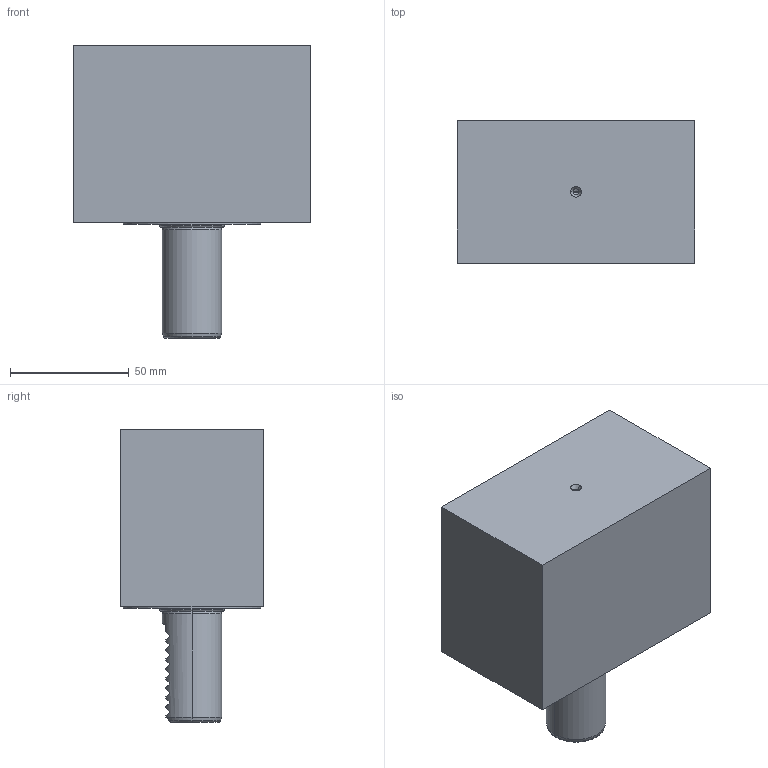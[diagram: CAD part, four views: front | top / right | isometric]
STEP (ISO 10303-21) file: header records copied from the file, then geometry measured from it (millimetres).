
FILE_DESCRIPTION (( 'STEP AP203' ), '1' );
FILE_NAME ('A1-25X75.STEP', '2019-03-01T09:29:00', ( '' ), ( '' ), 'SwSTEP 2.0', 'SolidWorks 2017', '' );
FILE_SCHEMA (( 'CONFIG_CONTROL_DESIGN' ));
Length unit declared in the file: millimetre
Products named in the file (1): A1-25X75
Bounding box: 100 x 60 x 123 mm (x, y, z)
Volume: 469980.4 mm3; surface area: 40728.8 mm2
Topology: 2 solids, 2 shells, 96 faces, 238 edges, 145 vertices
Faces by surface type: plane 41, cylinder 23, cone 19, torus 13
Entity records: 3000 total; most frequent: CARTESIAN_POINT 779, ORIENTED_EDGE 464, DIRECTION 436, EDGE_CURVE 232, AXIS2_PLACEMENT_3D 166, VERTEX_POINT 145, VECTOR 104, LINE 104
